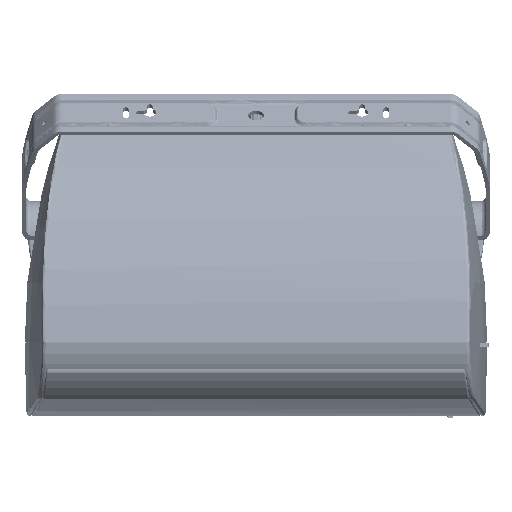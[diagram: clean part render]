
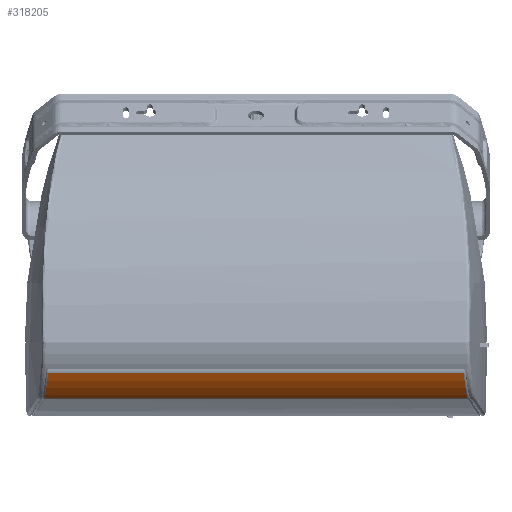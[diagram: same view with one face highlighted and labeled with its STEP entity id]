
A CAD part, left-side view. The second image highlights one B-rep face of the part: STEP entity #318205.
In plain terms, the highlighted cylindrical face has radius 62.5 mm (diameter 125 mm), a partial arc.
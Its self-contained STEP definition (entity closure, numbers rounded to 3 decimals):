
#1139 = CARTESIAN_POINT ( 'NONE',  ( -115.427, -173.912, 26.264 ) ) ;
#4443 = CARTESIAN_POINT ( 'NONE',  ( -115.409, -173.915, 26.242 ) ) ;
#13181 = ORIENTED_EDGE ( 'NONE', *, *, #40479, .T. ) ;
#16171 = VECTOR ( 'NONE', #90692, 1000. ) ;
#20751 = CARTESIAN_POINT ( 'NONE',  ( -121.804, -362., 35.942 ) ) ;
#23072 = CARTESIAN_POINT ( 'NONE',  ( -115.435, -173.911, 26.274 ) ) ;
#26418 = CARTESIAN_POINT ( 'NONE',  ( -113.98, -174.147, 24.52 ) ) ;
#26487 = CARTESIAN_POINT ( 'NONE',  ( -107.431, -175.188, 17.979 ) ) ;
#32364 = EDGE_CURVE ( 'NONE', #186251, #155046, #64599, .T. ) ;
#40034 = LINE ( 'NONE', #60348, #16171 ) ;
#40479 = EDGE_CURVE ( 'NONE', #183329, #186251, #229625, .T. ) ;
#43299 = CARTESIAN_POINT ( 'NONE',  ( -117.837, 173.723, 29.465 ) ) ;
#44972 = CARTESIAN_POINT ( 'NONE',  ( -115.719, 174.069, 26.631 ) ) ;
#46611 = CARTESIAN_POINT ( 'NONE',  ( -115.514, 174.102, 26.372 ) ) ;
#48370 = CARTESIAN_POINT ( 'NONE',  ( -115.383, -173.919, 26.209 ) ) ;
#52716 = ORIENTED_EDGE ( 'NONE', *, *, #202077, .F. ) ;
#54676 = CARTESIAN_POINT ( 'NONE',  ( -103.744, 176.031, 15.04 ) ) ;
#60348 = CARTESIAN_POINT ( 'NONE',  ( -103.744, -362., 15.04 ) ) ;
#64599 = B_SPLINE_CURVE_WITH_KNOTS ( 'NONE', 3,
 ( #83340, #160927, #315954, #54676 ),
 .UNSPECIFIED., .F., .F.,
 ( 4, 4 ),
 ( 0., 1. ),
 .UNSPECIFIED. ) ;
#73583 = CARTESIAN_POINT ( 'NONE',  ( -113.174, 174.483, 23.449 ) ) ;
#77929 = ORIENTED_EDGE ( 'NONE', *, *, #119927, .T. ) ;
#83340 = CARTESIAN_POINT ( 'NONE',  ( -107.431, 175.392, 17.98 ) ) ;
#90026 = CARTESIAN_POINT ( 'NONE',  ( -66.651, -362., 65.343 ) ) ;
#90692 = DIRECTION ( 'NONE',  ( 0., 1., 0. ) ) ;
#95613 = CARTESIAN_POINT ( 'NONE',  ( -119.978, 173.37, 32.69 ) ) ;
#97280 = CARTESIAN_POINT ( 'NONE',  ( -120.937, 173.211, 34.316 ) ) ;
#112998 = VERTEX_POINT ( 'NONE', #234533 ) ;
#117053 = LINE ( 'NONE', #20751, #239263 ) ;
#119927 = EDGE_CURVE ( 'NONE', #112998, #183329, #117053, .T. ) ;
#123692 = DIRECTION ( 'NONE',  ( 0., 1., 0. ) ) ;
#128711 = ORIENTED_EDGE ( 'NONE', *, *, #32364, .T. ) ;
#129353 = CARTESIAN_POINT ( 'NONE',  ( -115.321, -173.929, 26.131 ) ) ;
#131038 = CARTESIAN_POINT ( 'NONE',  ( -108.977, -174.946, 19.311 ) ) ;
#145075 = CARTESIAN_POINT ( 'NONE',  ( -107.431, -175.188, 17.979 ) ) ;
#147908 = CARTESIAN_POINT ( 'NONE',  ( -115.582, 174.091, 26.458 ) ) ;
#149556 = CARTESIAN_POINT ( 'NONE',  ( -115.484, 174.107, 26.335 ) ) ;
#150828 = CARTESIAN_POINT ( 'NONE',  ( -103.744, 176.031, 15.04 ) ) ;
#155046 = VERTEX_POINT ( 'NONE', #150828 ) ;
#156332 = CARTESIAN_POINT ( 'NONE',  ( -107.431, -175.188, 17.979 ) ) ;
#160927 = CARTESIAN_POINT ( 'NONE',  ( -106.375, 175.578, 17.07 ) ) ;
#166583 = B_SPLINE_CURVE_WITH_KNOTS ( 'NONE', 3,
 ( #156332, #131038, #235477, #309705, #308043, #26418, #179922, #230494, #282789, #129353, #48370, #4443, #1139, #23072, #201858, #176578, #259117 ),
 .UNSPECIFIED., .F., .F.,
 ( 4, 2, 2, 1, 1, 1, 1, 1, 2, 2, 4 ),
 ( 0., 0.25, 0.375, 0.437, 0.469, 0.484, 0.492, 0.496, 0.498, 0.5, 1. ),
 .UNSPECIFIED. ) ;
#170610 = CARTESIAN_POINT ( 'NONE',  ( -121.804, 173.068, 35.942 ) ) ;
#171519 = CARTESIAN_POINT ( 'NONE',  ( -115.454, 174.112, 26.297 ) ) ;
#174830 = CARTESIAN_POINT ( 'NONE',  ( -116.969, 173.865, 28.267 ) ) ;
#176477 = CARTESIAN_POINT ( 'NONE',  ( -107.431, 175.392, 17.98 ) ) ;
#176578 = CARTESIAN_POINT ( 'NONE',  ( -120.073, -173.15, 32.695 ) ) ;
#179922 = CARTESIAN_POINT ( 'NONE',  ( -114.432, -174.074, 25.049 ) ) ;
#183329 = VERTEX_POINT ( 'NONE', #170610 ) ;
#186251 = VERTEX_POINT ( 'NONE', #206968 ) ;
#190661 = EDGE_CURVE ( 'NONE', #327856, #220899, #250139, .T. ) ;
#198449 = CARTESIAN_POINT ( 'NONE',  ( -110.517, 174.909, 20.636 ) ) ;
#200103 = CARTESIAN_POINT ( 'NONE',  ( -118.391, 173.632, 30.269 ) ) ;
#201760 = CARTESIAN_POINT ( 'NONE',  ( -116.525, 173.937, 27.669 ) ) ;
#201858 = CARTESIAN_POINT ( 'NONE',  ( -117.969, -173.498, 29.44 ) ) ;
#202077 = EDGE_CURVE ( 'NONE', #327856, #155046, #40034, .T. ) ;
#203304 = CARTESIAN_POINT ( 'NONE',  ( -103.744, -175.828, 15.04 ) ) ;
#206968 = CARTESIAN_POINT ( 'NONE',  ( -107.431, 175.392, 17.98 ) ) ;
#219818 = DIRECTION ( 'NONE',  ( 0., 1., 0. ) ) ;
#220899 = VERTEX_POINT ( 'NONE', #26487 ) ;
#227480 = ORIENTED_EDGE ( 'NONE', *, *, #265669, .T. ) ;
#229625 = B_SPLINE_CURVE_WITH_KNOTS ( 'NONE', 3,
 ( #329944, #97280, #95613, #200103, #43299, #174830, #201760, #276031, #44972, #147908, #46611, #149556, #252320, #171519, #73583, #198449, #176477 ),
 .UNSPECIFIED., .F., .F.,
 ( 4, 2, 2, 1, 1, 1, 1, 1, 2, 2, 4 ),
 ( 0., 0.25, 0.375, 0.437, 0.469, 0.484, 0.492, 0.496, 0.498, 0.5, 1. ),
 .UNSPECIFIED. ) ;
#230494 = CARTESIAN_POINT ( 'NONE',  ( -114.944, -173.991, 25.667 ) ) ;
#234533 = CARTESIAN_POINT ( 'NONE',  ( -121.804, -172.863, 35.942 ) ) ;
#235409 = AXIS2_PLACEMENT_3D ( 'NONE', #90026, #219818, #292422 ) ;
#235477 = CARTESIAN_POINT ( 'NONE',  ( -110.415, -174.719, 20.68 ) ) ;
#239263 = VECTOR ( 'NONE', #123692, 1000. ) ;
#245099 = CYLINDRICAL_SURFACE ( 'NONE', #235409, 62.5 ) ;
#246195 = CARTESIAN_POINT ( 'NONE',  ( -106.336, -175.381, 17.037 ) ) ;
#250139 = B_SPLINE_CURVE_WITH_KNOTS ( 'NONE', 3,
 ( #322103, #327109, #246195, #145075 ),
 .UNSPECIFIED., .F., .F.,
 ( 4, 4 ),
 ( 0., 1. ),
 .UNSPECIFIED. ) ;
#252320 = CARTESIAN_POINT ( 'NONE',  ( -115.465, 174.11, 26.311 ) ) ;
#259117 = CARTESIAN_POINT ( 'NONE',  ( -121.804, -172.863, 35.942 ) ) ;
#259703 = EDGE_LOOP ( 'NONE', ( #128711, #52716, #297738, #227480, #77929, #13181 ) ) ;
#265669 = EDGE_CURVE ( 'NONE', #220899, #112998, #166583, .T. ) ;
#276031 = CARTESIAN_POINT ( 'NONE',  ( -115.991, 174.025, 26.976 ) ) ;
#282789 = CARTESIAN_POINT ( 'NONE',  ( -115.196, -173.95, 25.976 ) ) ;
#292422 = DIRECTION ( 'NONE',  ( 0., 0., 1. ) ) ;
#297738 = ORIENTED_EDGE ( 'NONE', *, *, #190661, .T. ) ;
#308043 = CARTESIAN_POINT ( 'NONE',  ( -113.056, -174.296, 23.465 ) ) ;
#309705 = CARTESIAN_POINT ( 'NONE',  ( -112.415, -174.399, 22.765 ) ) ;
#315954 = CARTESIAN_POINT ( 'NONE',  ( -105.153, 175.791, 16.079 ) ) ;
#317669 = FACE_OUTER_BOUND ( 'NONE', #259703, .T. ) ;
#318205 = ADVANCED_FACE ( 'NONE', ( #317669 ), #245099, .T. ) ;
#322103 = CARTESIAN_POINT ( 'NONE',  ( -103.744, -175.828, 15.04 ) ) ;
#327109 = CARTESIAN_POINT ( 'NONE',  ( -105.112, -175.595, 16.048 ) ) ;
#327856 = VERTEX_POINT ( 'NONE', #203304 ) ;
#329944 = CARTESIAN_POINT ( 'NONE',  ( -121.804, 173.068, 35.942 ) ) ;
